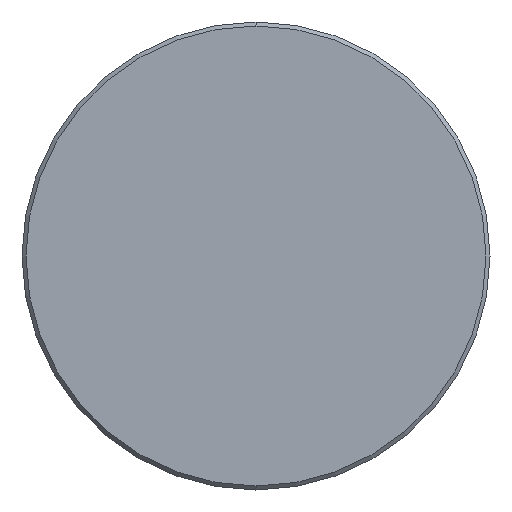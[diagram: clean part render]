
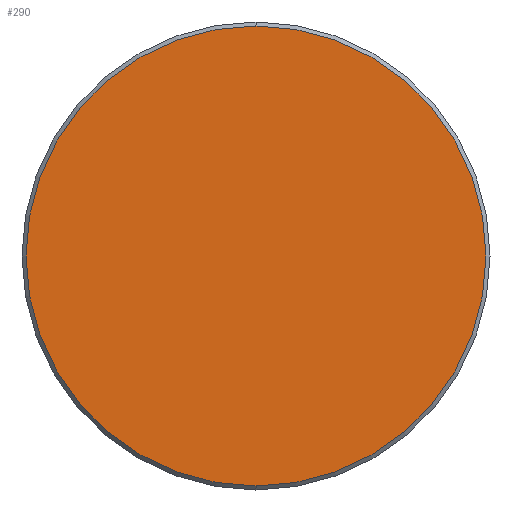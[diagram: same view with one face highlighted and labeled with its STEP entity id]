
A CAD part, left-side view. The second image highlights one B-rep face of the part: STEP entity #290.
In plain terms, the highlighted planar face has unit normal (-1, 0, 0).
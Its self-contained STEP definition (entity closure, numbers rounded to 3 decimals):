
#39 = CARTESIAN_POINT ( 'NONE',  ( 0., 0., 17.2 ) ) ;
#77 = CARTESIAN_POINT ( 'NONE',  ( 0., 0., -17.2 ) ) ;
#128 = CIRCLE ( 'NONE', #729, 17.2 ) ;
#145 = EDGE_CURVE ( 'NONE', #613, #412, #464, .T. ) ;
#235 = PLANE ( 'NONE',  #713 ) ;
#244 = DIRECTION ( 'NONE',  ( 1., 0., 0. ) ) ;
#250 = CARTESIAN_POINT ( 'NONE',  ( 0., 0., 0. ) ) ;
#290 = ADVANCED_FACE ( 'NONE', ( #399 ), #235, .F. ) ;
#338 = EDGE_LOOP ( 'NONE', ( #822, #675 ) ) ;
#357 = DIRECTION ( 'NONE',  ( 0., 0., 1. ) ) ;
#399 = FACE_OUTER_BOUND ( 'NONE', #338, .T. ) ;
#412 = VERTEX_POINT ( 'NONE', #77 ) ;
#464 = CIRCLE ( 'NONE', #535, 17.2 ) ;
#474 = DIRECTION ( 'NONE',  ( -1., 0., 0. ) ) ;
#535 = AXIS2_PLACEMENT_3D ( 'NONE', #250, #474, #357 ) ;
#557 = CARTESIAN_POINT ( 'NONE',  ( 0., 0., 0. ) ) ;
#613 = VERTEX_POINT ( 'NONE', #39 ) ;
#626 = DIRECTION ( 'NONE',  ( -1., 0., 0. ) ) ;
#675 = ORIENTED_EDGE ( 'NONE', *, *, #145, .T. ) ;
#694 = DIRECTION ( 'NONE',  ( 0., 0., 1. ) ) ;
#713 = AXIS2_PLACEMENT_3D ( 'NONE', #756, #244, #762 ) ;
#729 = AXIS2_PLACEMENT_3D ( 'NONE', #557, #626, #694 ) ;
#756 = CARTESIAN_POINT ( 'NONE',  ( 0., 0., 0. ) ) ;
#762 = DIRECTION ( 'NONE',  ( 0., 0., -1. ) ) ;
#792 = EDGE_CURVE ( 'NONE', #412, #613, #128, .T. ) ;
#822 = ORIENTED_EDGE ( 'NONE', *, *, #792, .T. ) ;
